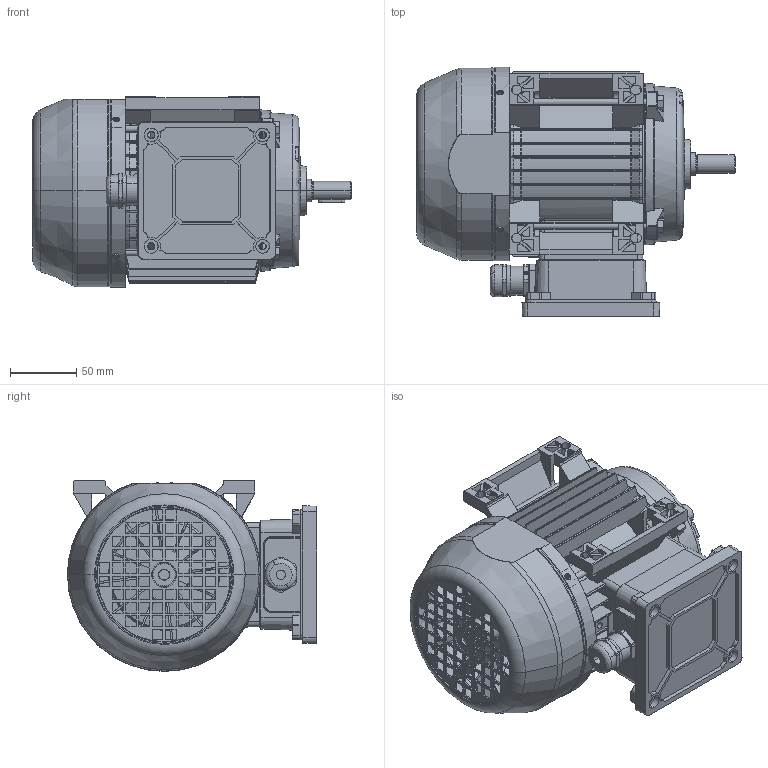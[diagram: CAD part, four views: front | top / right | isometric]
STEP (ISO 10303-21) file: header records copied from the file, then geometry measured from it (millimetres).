
FILE_DESCRIPTION (( 'STEP AP214' ), '1' );
FILE_NAME ('CA71-B3-IC411-2-4-6-8 POLI-TB RIGHT.STEP', '2024-09-18T13:53:41', ( '' ), ( '' ), 'SwSTEP 2.0', 'SolidWorks 2024', '' );
FILE_SCHEMA (( 'AUTOMOTIVE_DESIGN' ));
Length unit declared in the file: millimetre
Products named in the file (17): GRUPPO COPRIMORSETTIERA 71; parallel_din_Parallel key A5 x 5 x 20 DIN 6885; Scudo C71 posteriore; PRESSACAVO M20; Guarnizione scatola-motore71- 80; Molla_Molla Dext = 40; COPRIVENTOLA MEC 71; Albero C-FC71_H Pacco = 40; VENTOLA TIPO 71 MEC; Scatola morsetti 71- 80_STANDARD DEFINITIVO-1 FORO CENTRALE; Scudo C71 anteriore; Carcassa 71-B3 M. LATERALE; Coperchio scatola morsetti 71-80; Tirante M5 L.130; Targhetta motore_LAMIERA ALLUMINIO; Guarnizione scatola-coperchio 71- 80; CA71-B3-IC411-2-4-6-8 POLI-TB RIGHT
Assembly tree (19 placements, depth 3):
  CA71-B3-IC411-2-4-6-8 POLI-TB RIGHT
    Albero C-FC71_H Pacco = 40
    parallel_din_Parallel key A5 x 5 x 20 DIN 6885
    Scudo C71 anteriore
    Scudo C71 posteriore
    Tirante M5 L.130  x4
    VENTOLA TIPO 71 MEC
    COPRIVENTOLA MEC 71
    Targhetta motore_LAMIERA ALLUMINIO
    Molla_Molla Dext = 40
    Carcassa 71-B3 M. LATERALE
    GRUPPO COPRIMORSETTIERA 71
      Guarnizione scatola-motore71- 80
      Scatola morsetti 71- 80_STANDARD DEFINITIVO-1 FORO CENTRALE
      Guarnizione scatola-coperchio 71- 80
      PRESSACAVO M20
      Coperchio scatola morsetti 71-80
Bounding box: 240.5 x 188 x 144 mm (x, y, z)
Volume: 711037 mm3; surface area: 495670.2 mm2
Topology: 30 solids, 31 shells, 3412 faces, 8917 edges, 5625 vertices
Faces by surface type: plane 1279, cylinder 947, torus 462, cone 409, bspline 230, sphere 85
Entity records: 119163 total; most frequent: CARTESIAN_POINT 37187, ORIENTED_EDGE 17658, DIRECTION 16267, EDGE_CURVE 8829, AXIS2_PLACEMENT_3D 6098, VERTEX_POINT 5577, LINE 4071, VECTOR 4071
